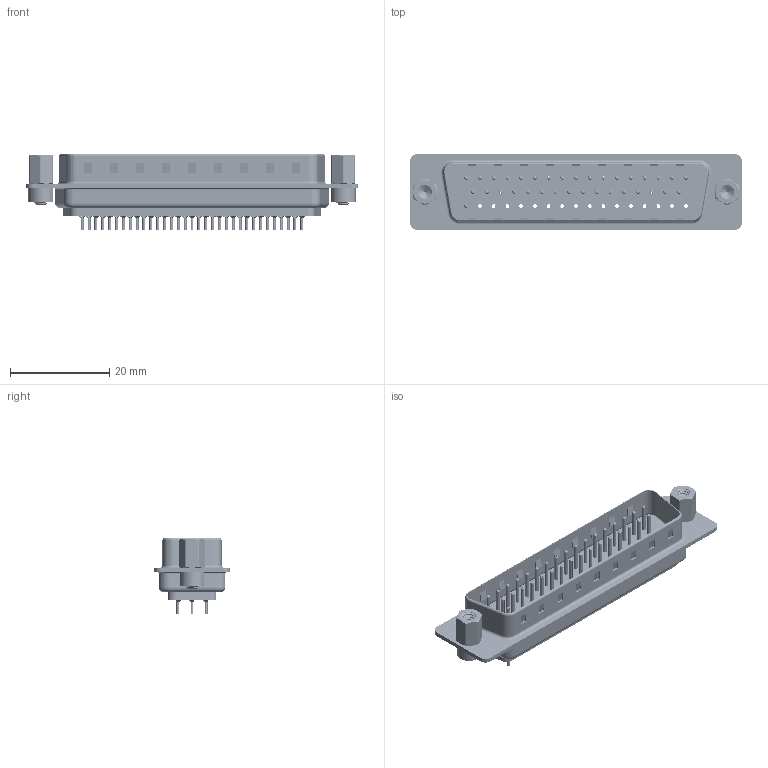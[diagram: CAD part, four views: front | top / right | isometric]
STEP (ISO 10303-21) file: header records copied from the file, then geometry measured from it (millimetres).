
FILE_DESCRIPTION (( 'STEP AP203' ), '1' );
FILE_NAME ('627-050-228-543.STEP', '2018-10-06T06:29:49', ( '' ), ( '' ), 'SwSTEP 2.0', 'SolidWorks 2016', '' );
FILE_SCHEMA (( 'CONFIG_CONTROL_DESIGN' ));
Length unit declared in the file: millimetre
Products named in the file (9): 627 Contact Row 2_28L; 627 Contact Row 3_28L; 627 4-40 Threaded Rivet; 627 4-40 Hex Standoff; 627-050-228-543; 627 Housing_50 LP; 627 Shell Front_50 Contacts; 627 Shell Rear_50 Contacts; 627 Contact Row 1_28L
Assembly tree (41 placements, depth 2):
  627-050-228-543
    627 Housing_50 LP
    627 Shell Front_50 Contacts
    627 Shell Rear_50 Contacts
    627 Contact Row 1_28L  x17
    627 Contact Row 2_28L  x16
    627 Contact Row 3_28L
    627 4-40 Threaded Rivet  x2
    627 4-40 Hex Standoff  x2
Bounding box: 67 x 15.3 x 15.3 mm (x, y, z)
Volume: 4492.1 mm3; surface area: 11454.5 mm2
Topology: 41 solids, 41 shells, 3998 faces, 10433 edges, 6492 vertices
Faces by surface type: cylinder 1567, plane 1073, torus 974, cone 366, bspline 18
Entity records: 40255 total; most frequent: CARTESIAN_POINT 10938, DIRECTION 6107, ORIENTED_EDGE 5508, EDGE_CURVE 2754, AXIS2_PLACEMENT_3D 2442, VERTEX_POINT 1769, EDGE_LOOP 1373, CIRCLE 1295
